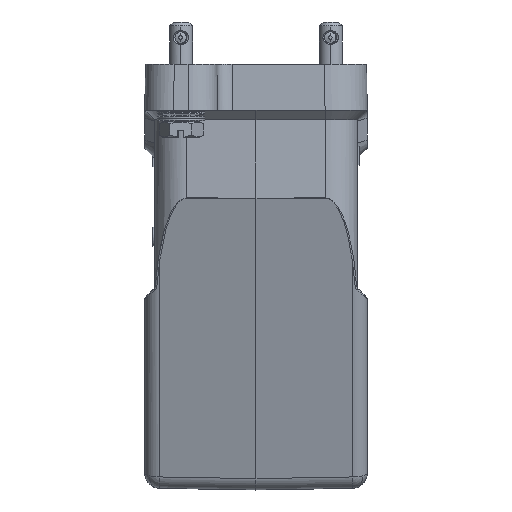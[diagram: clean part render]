
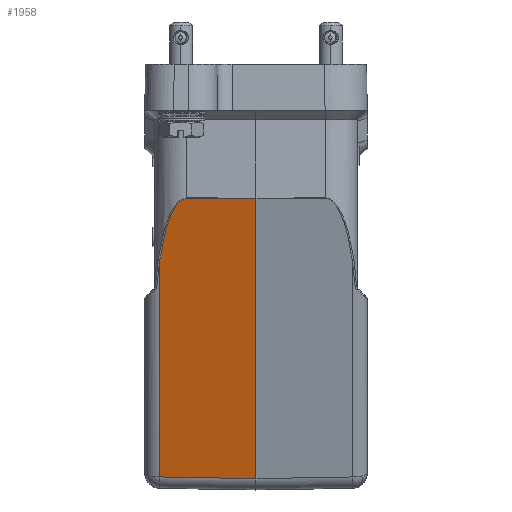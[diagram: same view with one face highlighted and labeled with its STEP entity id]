
A CAD part, left-side view. The second image highlights one B-rep face of the part: STEP entity #1958.
In plain terms, the highlighted planar face has unit normal (-0.966, 0.018, -0.259).
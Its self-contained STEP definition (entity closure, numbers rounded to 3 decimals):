
#1127=FACE_OUTER_BOUND('',#3599,.T.);
#1958=ADVANCED_FACE('NONE',(#1127),#2482,.F.);
#2482=PLANE('',#14806);
#3599=EDGE_LOOP('',(#9014,#9015,#9016,#9017,#9018));
#4628=LINE('',#29968,#5626);
#4665=LINE('',#30533,#5663);
#4666=LINE('',#30536,#5664);
#4667=LINE('',#30537,#5665);
#5626=VECTOR('',#17575,1.);
#5663=VECTOR('',#17682,1.);
#5664=VECTOR('',#17683,1.);
#5665=VECTOR('',#17684,1.);
#9014=ORIENTED_EDGE('',*,*,#12982,.F.);
#9015=ORIENTED_EDGE('',*,*,#12983,.F.);
#9016=ORIENTED_EDGE('',*,*,#12911,.F.);
#9017=ORIENTED_EDGE('',*,*,#12906,.F.);
#9018=ORIENTED_EDGE('',*,*,#12984,.F.);
#11005=VERTEX_POINT('',#29809);
#11006=VERTEX_POINT('',#29814);
#11009=VERTEX_POINT('',#29969);
#11051=VERTEX_POINT('',#30534);
#11052=VERTEX_POINT('',#30535);
#12906=EDGE_CURVE('NONE',#11006,#11005,#13760,.T.);
#12911=EDGE_CURVE('NONE',#11005,#11009,#4628,.T.);
#12982=EDGE_CURVE('NONE',#11051,#11052,#4665,.T.);
#12983=EDGE_CURVE('NONE',#11009,#11051,#4666,.T.);
#12984=EDGE_CURVE('NONE',#11052,#11006,#4667,.T.);
#13760=B_SPLINE_CURVE_WITH_KNOTS('',3,(#29815,#29816,#29817,#29818,#29819,
#29820,#29821,#29822,#29823,#29824,#29825,#29826,#29827,#29828,#29829,#29830,
#29831,#29832,#29833,#29834),.UNSPECIFIED.,.F.,.F.,(4,2,2,2,2,2,2,2,2,4),
(0.,0.25,0.5,0.625,0.75,0.813,0.875,0.938,0.969,1.),.UNSPECIFIED.);
#14806=AXIS2_PLACEMENT_3D('',#30538,#17685,#17686);
#17575=DIRECTION('',(-0.017,-1.,-0.002));
#17682=DIRECTION('',(0.013,1.,0.017));
#17683=DIRECTION('',(0.259,0.,-0.966));
#17684=DIRECTION('',(-0.259,0.,0.966));
#17685=DIRECTION('',(0.966,-0.017,0.259));
#17686=DIRECTION('',(0.259,0.,-0.966));
#29809=CARTESIAN_POINT('',(-74.668,18.048,-23.022));
#29814=CARTESIAN_POINT('',(-70.235,25.07,-39.091));
#29815=CARTESIAN_POINT('',(-70.235,25.07,-39.091));
#29816=CARTESIAN_POINT('',(-70.646,24.866,-37.573));
#29817=CARTESIAN_POINT('',(-71.055,24.619,-36.062));
#29818=CARTESIAN_POINT('',(-71.87,24.009,-33.061));
#29819=CARTESIAN_POINT('',(-72.276,23.647,-31.571));
#29820=CARTESIAN_POINT('',(-72.876,22.965,-29.377));
#29821=CARTESIAN_POINT('',(-73.075,22.714,-28.653));
#29822=CARTESIAN_POINT('',(-73.466,22.142,-27.232));
#29823=CARTESIAN_POINT('',(-73.659,21.823,-26.533));
#29824=CARTESIAN_POINT('',(-73.938,21.258,-25.531));
#29825=CARTESIAN_POINT('',(-74.029,21.054,-25.205));
#29826=CARTESIAN_POINT('',(-74.204,20.607,-24.58));
#29827=CARTESIAN_POINT('',(-74.289,20.363,-24.281));
#29828=CARTESIAN_POINT('',(-74.444,19.815,-23.739));
#29829=CARTESIAN_POINT('',(-74.515,19.511,-23.494));
#29830=CARTESIAN_POINT('',(-74.597,18.996,-23.223));
#29831=CARTESIAN_POINT('',(-74.62,18.814,-23.149));
#29832=CARTESIAN_POINT('',(-74.654,18.439,-23.048));
#29833=CARTESIAN_POINT('',(-74.665,18.244,-23.022));
#29834=CARTESIAN_POINT('',(-74.668,18.048,-23.022));
#29968=CARTESIAN_POINT('',(-74.662,18.396,-23.021));
#29969=CARTESIAN_POINT('',(-74.983,0.,-23.064));
#30533=CARTESIAN_POINT('',(-55.43,0.,-96.036));
#30534=CARTESIAN_POINT('',(-55.43,0.,-96.036));
#30535=CARTESIAN_POINT('',(-55.094,25.07,-95.598));
#30536=CARTESIAN_POINT('',(-54.636,0.,-99.));
#30537=CARTESIAN_POINT('',(-54.213,25.07,-98.887));
#30538=CARTESIAN_POINT('',(-54.636,0.,-99.));
